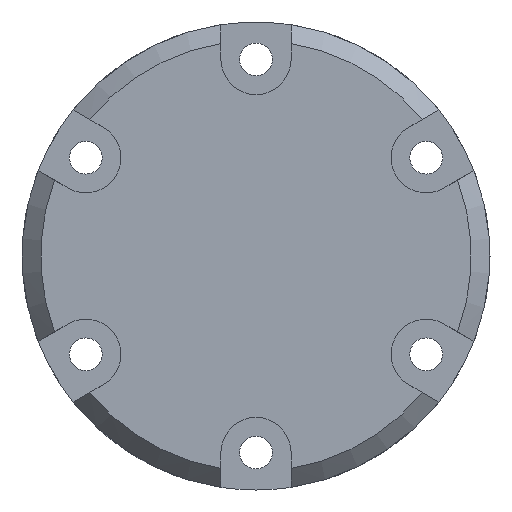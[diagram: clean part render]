
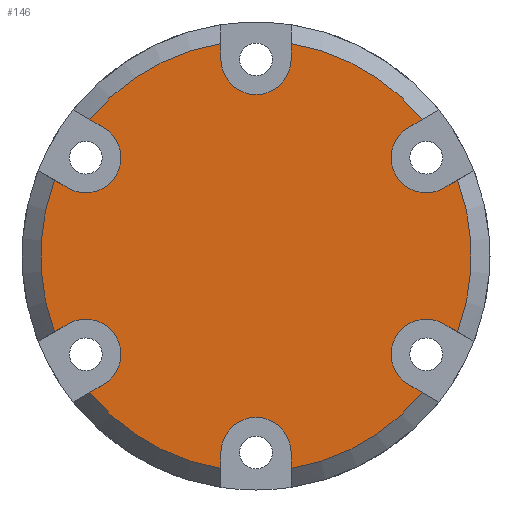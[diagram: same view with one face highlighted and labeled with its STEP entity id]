
A CAD part, front view. The second image highlights one B-rep face of the part: STEP entity #146.
In plain terms, the highlighted planar face has unit normal (0, -1, 0).
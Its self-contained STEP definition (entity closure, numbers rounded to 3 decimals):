
#146=ADVANCED_FACE('',(#237),#206,.F.);
#206=PLANE('',#1124);
#237=FACE_OUTER_BOUND('',#275,.T.);
#275=EDGE_LOOP('',(#363,#364,#365,#366,#367,#368,#369,#370,#371,#372,#373,
#374,#375,#376,#377,#378,#379,#380,#381,#382,#383,#384,#385,#386));
#363=ORIENTED_EDGE('',*,*,#744,.F.);
#364=ORIENTED_EDGE('',*,*,#745,.T.);
#365=ORIENTED_EDGE('',*,*,#746,.F.);
#366=ORIENTED_EDGE('',*,*,#747,.F.);
#367=ORIENTED_EDGE('',*,*,#748,.F.);
#368=ORIENTED_EDGE('',*,*,#749,.T.);
#369=ORIENTED_EDGE('',*,*,#750,.F.);
#370=ORIENTED_EDGE('',*,*,#751,.F.);
#371=ORIENTED_EDGE('',*,*,#752,.F.);
#372=ORIENTED_EDGE('',*,*,#753,.T.);
#373=ORIENTED_EDGE('',*,*,#754,.F.);
#374=ORIENTED_EDGE('',*,*,#755,.F.);
#375=ORIENTED_EDGE('',*,*,#756,.F.);
#376=ORIENTED_EDGE('',*,*,#757,.T.);
#377=ORIENTED_EDGE('',*,*,#758,.F.);
#378=ORIENTED_EDGE('',*,*,#759,.F.);
#379=ORIENTED_EDGE('',*,*,#760,.F.);
#380=ORIENTED_EDGE('',*,*,#761,.T.);
#381=ORIENTED_EDGE('',*,*,#762,.F.);
#382=ORIENTED_EDGE('',*,*,#763,.F.);
#383=ORIENTED_EDGE('',*,*,#764,.F.);
#384=ORIENTED_EDGE('',*,*,#765,.T.);
#385=ORIENTED_EDGE('',*,*,#766,.F.);
#386=ORIENTED_EDGE('',*,*,#767,.F.);
#645=VERTEX_POINT('',#1543);
#646=VERTEX_POINT('',#1544);
#647=VERTEX_POINT('',#1546);
#648=VERTEX_POINT('',#1548);
#649=VERTEX_POINT('',#1550);
#650=VERTEX_POINT('',#1552);
#651=VERTEX_POINT('',#1554);
#652=VERTEX_POINT('',#1556);
#653=VERTEX_POINT('',#1558);
#654=VERTEX_POINT('',#1560);
#655=VERTEX_POINT('',#1562);
#656=VERTEX_POINT('',#1564);
#657=VERTEX_POINT('',#1566);
#658=VERTEX_POINT('',#1568);
#659=VERTEX_POINT('',#1570);
#660=VERTEX_POINT('',#1572);
#661=VERTEX_POINT('',#1574);
#662=VERTEX_POINT('',#1576);
#663=VERTEX_POINT('',#1578);
#664=VERTEX_POINT('',#1580);
#665=VERTEX_POINT('',#1582);
#666=VERTEX_POINT('',#1584);
#667=VERTEX_POINT('',#1586);
#668=VERTEX_POINT('',#1588);
#744=EDGE_CURVE('',#645,#646,#963,.T.);
#745=EDGE_CURVE('',#645,#647,#887,.T.);
#746=EDGE_CURVE('',#648,#647,#964,.T.);
#747=EDGE_CURVE('',#649,#648,#888,.T.);
#748=EDGE_CURVE('',#650,#649,#965,.T.);
#749=EDGE_CURVE('',#650,#651,#889,.T.);
#750=EDGE_CURVE('',#652,#651,#966,.T.);
#751=EDGE_CURVE('',#653,#652,#890,.T.);
#752=EDGE_CURVE('',#654,#653,#967,.T.);
#753=EDGE_CURVE('',#654,#655,#891,.T.);
#754=EDGE_CURVE('',#656,#655,#968,.T.);
#755=EDGE_CURVE('',#657,#656,#892,.T.);
#756=EDGE_CURVE('',#658,#657,#969,.T.);
#757=EDGE_CURVE('',#658,#659,#893,.T.);
#758=EDGE_CURVE('',#660,#659,#970,.T.);
#759=EDGE_CURVE('',#661,#660,#894,.T.);
#760=EDGE_CURVE('',#662,#661,#971,.T.);
#761=EDGE_CURVE('',#662,#663,#895,.T.);
#762=EDGE_CURVE('',#664,#663,#972,.T.);
#763=EDGE_CURVE('',#665,#664,#896,.T.);
#764=EDGE_CURVE('',#666,#665,#973,.T.);
#765=EDGE_CURVE('',#666,#667,#897,.T.);
#766=EDGE_CURVE('',#668,#667,#974,.T.);
#767=EDGE_CURVE('',#646,#668,#898,.T.);
#887=CIRCLE('',#1112,23.);
#888=CIRCLE('',#1113,3.75);
#889=CIRCLE('',#1114,23.);
#890=CIRCLE('',#1115,3.75);
#891=CIRCLE('',#1116,23.);
#892=CIRCLE('',#1117,3.75);
#893=CIRCLE('',#1118,23.);
#894=CIRCLE('',#1119,3.75);
#895=CIRCLE('',#1120,23.);
#896=CIRCLE('',#1121,3.75);
#897=CIRCLE('',#1122,23.);
#898=CIRCLE('',#1123,3.75);
#963=LINE('',#1542,#1026);
#964=LINE('',#1547,#1027);
#965=LINE('',#1551,#1028);
#966=LINE('',#1555,#1029);
#967=LINE('',#1559,#1030);
#968=LINE('',#1563,#1031);
#969=LINE('',#1567,#1032);
#970=LINE('',#1571,#1033);
#971=LINE('',#1575,#1034);
#972=LINE('',#1579,#1035);
#973=LINE('',#1583,#1036);
#974=LINE('',#1587,#1037);
#1026=VECTOR('',#1240,1.);
#1027=VECTOR('',#1243,1.);
#1028=VECTOR('',#1246,1.);
#1029=VECTOR('',#1249,1.);
#1030=VECTOR('',#1252,1.);
#1031=VECTOR('',#1255,1.);
#1032=VECTOR('',#1258,1.);
#1033=VECTOR('',#1261,1.);
#1034=VECTOR('',#1264,1.);
#1035=VECTOR('',#1267,1.);
#1036=VECTOR('',#1270,1.);
#1037=VECTOR('',#1273,1.);
#1112=AXIS2_PLACEMENT_3D('',#1545,#1241,#1242);
#1113=AXIS2_PLACEMENT_3D('',#1549,#1244,#1245);
#1114=AXIS2_PLACEMENT_3D('',#1553,#1247,#1248);
#1115=AXIS2_PLACEMENT_3D('',#1557,#1250,#1251);
#1116=AXIS2_PLACEMENT_3D('',#1561,#1253,#1254);
#1117=AXIS2_PLACEMENT_3D('',#1565,#1256,#1257);
#1118=AXIS2_PLACEMENT_3D('',#1569,#1259,#1260);
#1119=AXIS2_PLACEMENT_3D('',#1573,#1262,#1263);
#1120=AXIS2_PLACEMENT_3D('',#1577,#1265,#1266);
#1121=AXIS2_PLACEMENT_3D('',#1581,#1268,#1269);
#1122=AXIS2_PLACEMENT_3D('',#1585,#1271,#1272);
#1123=AXIS2_PLACEMENT_3D('',#1589,#1274,#1275);
#1124=AXIS2_PLACEMENT_3D('',#1590,#1276,#1277);
#1240=DIRECTION('',(-0.866,0.,0.5));
#1241=DIRECTION('',(0.,-1.,0.));
#1242=DIRECTION('',(0.,0.,1.));
#1243=DIRECTION('',(0.866,0.,0.5));
#1244=DIRECTION('',(0.,-1.,0.));
#1245=DIRECTION('',(0.,0.,1.));
#1246=DIRECTION('',(-0.866,0.,-0.5));
#1247=DIRECTION('',(0.,-1.,0.));
#1248=DIRECTION('',(0.,0.,1.));
#1249=DIRECTION('',(0.,0.,1.));
#1250=DIRECTION('',(0.,-1.,0.));
#1251=DIRECTION('',(0.,0.,1.));
#1252=DIRECTION('',(0.,0.,-1.));
#1253=DIRECTION('',(0.,-1.,0.));
#1254=DIRECTION('',(0.,0.,1.));
#1255=DIRECTION('',(-0.866,0.,0.5));
#1256=DIRECTION('',(0.,-1.,0.));
#1257=DIRECTION('',(0.,0.,1.));
#1258=DIRECTION('',(0.866,0.,-0.5));
#1259=DIRECTION('',(0.,-1.,0.));
#1260=DIRECTION('',(0.,0.,1.));
#1261=DIRECTION('',(-0.866,0.,-0.5));
#1262=DIRECTION('',(0.,-1.,0.));
#1263=DIRECTION('',(0.,0.,1.));
#1264=DIRECTION('',(0.866,0.,0.5));
#1265=DIRECTION('',(0.,-1.,0.));
#1266=DIRECTION('',(0.,0.,1.));
#1267=DIRECTION('',(0.,0.,-1.));
#1268=DIRECTION('',(0.,-1.,0.));
#1269=DIRECTION('',(0.,0.,1.));
#1270=DIRECTION('',(0.,0.,1.));
#1271=DIRECTION('',(0.,-1.,0.));
#1272=DIRECTION('',(0.,0.,1.));
#1273=DIRECTION('',(0.866,0.,-0.5));
#1274=DIRECTION('',(0.,-1.,0.));
#1275=DIRECTION('',(0.,0.,1.));
#1276=DIRECTION('',(0.,1.,0.));
#1277=DIRECTION('',(0.,0.,1.));
#1542=CARTESIAN_POINT('',(-8.95,-8.5,9.498));
#1543=CARTESIAN_POINT('',(21.527,-8.5,-8.099));
#1544=CARTESIAN_POINT('',(20.062,-8.5,-7.252));
#1545=CARTESIAN_POINT('',(0.,-8.5,0.));
#1546=CARTESIAN_POINT('',(21.527,-8.5,8.099));
#1547=CARTESIAN_POINT('',(12.7,-8.5,3.002));
#1548=CARTESIAN_POINT('',(20.062,-8.5,7.252));
#1549=CARTESIAN_POINT('',(18.187,-8.5,10.5));
#1550=CARTESIAN_POINT('',(16.312,-8.5,13.748));
#1551=CARTESIAN_POINT('',(8.95,-8.5,9.498));
#1552=CARTESIAN_POINT('',(17.777,-8.5,14.594));
#1553=CARTESIAN_POINT('',(0.,-8.5,0.));
#1554=CARTESIAN_POINT('',(3.75,-8.5,22.692));
#1555=CARTESIAN_POINT('',(3.75,-8.5,25.));
#1556=CARTESIAN_POINT('',(3.75,-8.5,21.));
#1557=CARTESIAN_POINT('',(0.,-8.5,21.));
#1558=CARTESIAN_POINT('',(-3.75,-8.5,21.));
#1559=CARTESIAN_POINT('',(-3.75,-8.5,25.));
#1560=CARTESIAN_POINT('',(-3.75,-8.5,22.692));
#1561=CARTESIAN_POINT('',(0.,-8.5,0.));
#1562=CARTESIAN_POINT('',(-17.777,-8.5,14.594));
#1563=CARTESIAN_POINT('',(-8.95,-8.5,9.498));
#1564=CARTESIAN_POINT('',(-16.312,-8.5,13.748));
#1565=CARTESIAN_POINT('',(-18.187,-8.5,10.5));
#1566=CARTESIAN_POINT('',(-20.062,-8.5,7.252));
#1567=CARTESIAN_POINT('',(-12.7,-8.5,3.002));
#1568=CARTESIAN_POINT('',(-21.527,-8.5,8.099));
#1569=CARTESIAN_POINT('',(0.,-8.5,0.));
#1570=CARTESIAN_POINT('',(-21.527,-8.5,-8.099));
#1571=CARTESIAN_POINT('',(8.95,-8.5,9.498));
#1572=CARTESIAN_POINT('',(-20.062,-8.5,-7.252));
#1573=CARTESIAN_POINT('',(-18.187,-8.5,-10.5));
#1574=CARTESIAN_POINT('',(-16.312,-8.5,-13.748));
#1575=CARTESIAN_POINT('',(12.7,-8.5,3.002));
#1576=CARTESIAN_POINT('',(-17.777,-8.5,-14.594));
#1577=CARTESIAN_POINT('',(0.,-8.5,0.));
#1578=CARTESIAN_POINT('',(-3.75,-8.5,-22.692));
#1579=CARTESIAN_POINT('',(-3.75,-8.5,25.));
#1580=CARTESIAN_POINT('',(-3.75,-8.5,-21.));
#1581=CARTESIAN_POINT('',(0.,-8.5,-21.));
#1582=CARTESIAN_POINT('',(3.75,-8.5,-21.));
#1583=CARTESIAN_POINT('',(3.75,-8.5,25.));
#1584=CARTESIAN_POINT('',(3.75,-8.5,-22.692));
#1585=CARTESIAN_POINT('',(0.,-8.5,0.));
#1586=CARTESIAN_POINT('',(17.777,-8.5,-14.594));
#1587=CARTESIAN_POINT('',(-12.7,-8.5,3.002));
#1588=CARTESIAN_POINT('',(16.312,-8.5,-13.748));
#1589=CARTESIAN_POINT('',(18.187,-8.5,-10.5));
#1590=CARTESIAN_POINT('',(0.,-8.5,25.));
